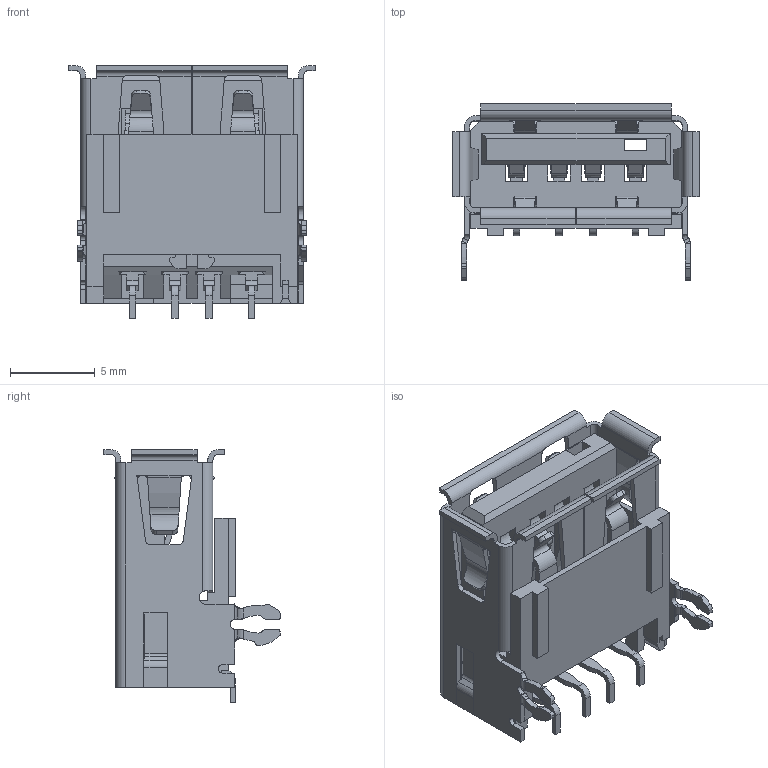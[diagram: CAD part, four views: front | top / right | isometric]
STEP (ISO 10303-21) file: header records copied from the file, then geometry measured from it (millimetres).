
FILE_DESCRIPTION (( 'STEP AP214' ), '1' );
FILE_NAME ('User Library-87583-2010BLF.STEP', '2021-04-02T12:30:30', ( '' ), ( '' ), 'SwSTEP 2.0', 'SolidWorks 2020', '' );
FILE_SCHEMA (( 'AUTOMOTIVE_DESIGN' ));
Length unit declared in the file: millimetre
Products named in the file (14): COMPONENTS; COMPONENTS-7; 87519-101_BEND_ANGLE_2_1-1; 87519-101_BEND_ANGLE_2-1; COMPONENTS-1; COMPONENTS-4; 87519-101_BEND_ANGLE_1_1-1; 87519-101_BEND_ANGLE_1-1; ASSY_MEMBER-1; COMPONENTS-5; COMPONENTS-3; COMPONENTS-2; User Library-87583-2010BLF; COMPONENTS-6
Assembly tree (13 placements, depth 3):
  User Library-87583-2010BLF
    ASSY_MEMBER-1
    COMPONENTS
      COMPONENTS-1
      COMPONENTS-2
      COMPONENTS-3
      COMPONENTS-4
      COMPONENTS-5
      COMPONENTS-6
      COMPONENTS-7
    87519-101_BEND_ANGLE_1-1
    87519-101_BEND_ANGLE_1_1-1
    87519-101_BEND_ANGLE_2-1
    87519-101_BEND_ANGLE_2_1-1
Bounding box: 14.5 x 10.37 x 14.88 mm (x, y, z)
Volume: 518.6 mm3; surface area: 2077.4 mm2
Topology: 12 solids, 12 shells, 881 faces, 2351 edges, 1476 vertices
Faces by surface type: plane 565, cylinder 223, bspline 92, cone 1
Entity records: 31227 total; most frequent: CARTESIAN_POINT 9202, ORIENTED_EDGE 4702, DIRECTION 4089, EDGE_CURVE 2351, LINE 1831, VECTOR 1831, VERTEX_POINT 1476, AXIS2_PLACEMENT_3D 1129
